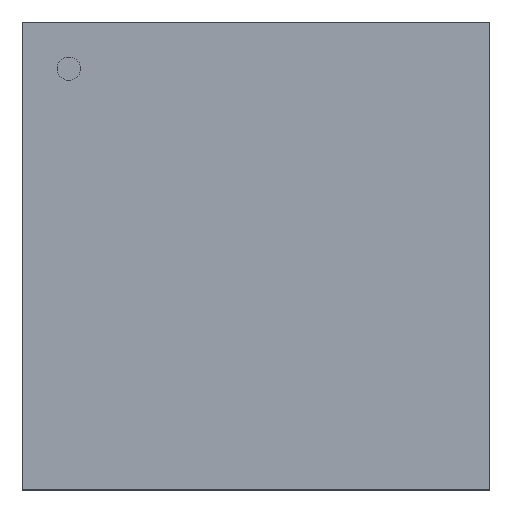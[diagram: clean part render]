
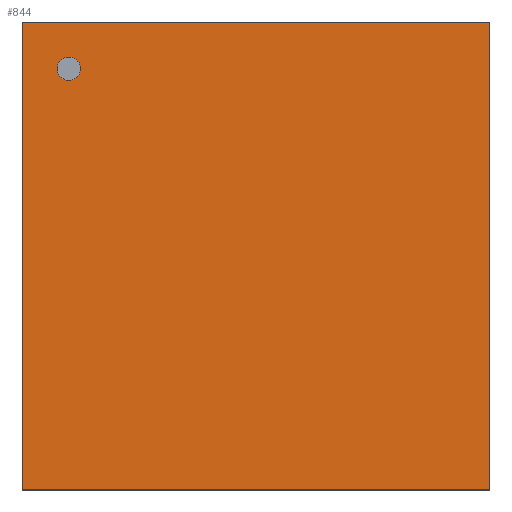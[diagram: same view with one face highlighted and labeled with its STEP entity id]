
A CAD part, top view. The second image highlights one B-rep face of the part: STEP entity #844.
In plain terms, the highlighted planar face has unit normal (0, 0, 1).
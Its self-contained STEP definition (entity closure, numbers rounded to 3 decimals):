
#620=CARTESIAN_POINT('',(1.384,-1.384,0.584));
#619=VERTEX_POINT('',#620);
#630=CARTESIAN_POINT('',(-1.384,-1.384,0.584));
#629=VERTEX_POINT('',#630);
#628=EDGE_CURVE('',#629,#619,#633,.T.);
#633=LINE('',#630,#635);
#635=VECTOR('',#636,2.769);
#636=DIRECTION('',(1.0,0.0,0.0));
#669=CARTESIAN_POINT('',(1.384,1.384,0.584));
#668=VERTEX_POINT('',#669);
#677=EDGE_CURVE('',#619,#668,#682,.T.);
#682=LINE('',#620,#684);
#684=VECTOR('',#685,2.769);
#685=DIRECTION('',(0.0,1.0,0.0));
#718=CARTESIAN_POINT('',(-1.384,1.384,0.584));
#717=VERTEX_POINT('',#718);
#726=EDGE_CURVE('',#668,#717,#731,.T.);
#731=LINE('',#669,#733);
#733=VECTOR('',#734,2.769);
#734=DIRECTION('',(-1.0,0.0,0.0));
#775=EDGE_CURVE('',#717,#629,#780,.T.);
#780=LINE('',#718,#782);
#782=VECTOR('',#783,2.769);
#783=DIRECTION('',(0.0,-1.0,0.0));
#844=ADVANCED_FACE('',(#850),#845,.T.);
#845=PLANE('',#846);
#846=AXIS2_PLACEMENT_3D('',#847,#848,#849);
#847=CARTESIAN_POINT('',(-1.384,-1.384,0.584));
#848=DIRECTION('',(0.0,0.0,1.0));
#849=DIRECTION('',(0.,1.,0.));
#850=FACE_OUTER_BOUND('',#851,.T.);
#851=EDGE_LOOP('',(#852,#862,#872,#882));
#852=ORIENTED_EDGE('',*,*,#628,.T.);
#862=ORIENTED_EDGE('',*,*,#677,.T.);
#872=ORIENTED_EDGE('',*,*,#726,.T.);
#882=ORIENTED_EDGE('',*,*,#775,.T.);
